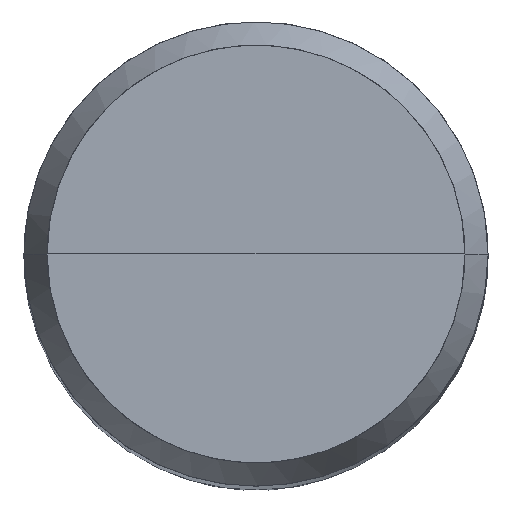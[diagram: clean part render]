
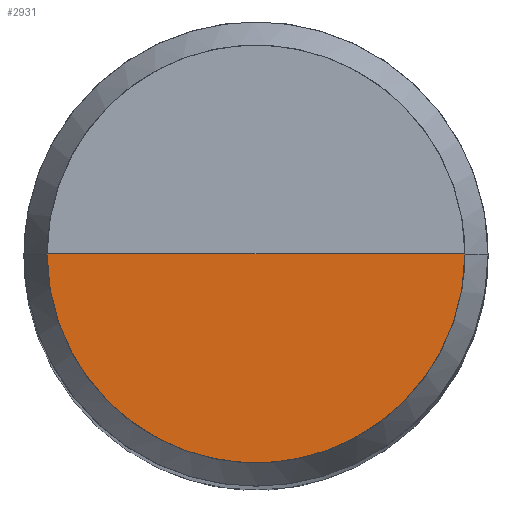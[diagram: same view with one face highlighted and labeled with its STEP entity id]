
A CAD part, top view. The second image highlights one B-rep face of the part: STEP entity #2931.
In plain terms, the highlighted free-form (B-spline) face has degree [1, 2] with [2, 5] control points.
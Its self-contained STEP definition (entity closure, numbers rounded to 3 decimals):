
#2533=CARTESIAN_POINT('',(4.5,0.0,52.0));
#2537=CARTESIAN_POINT('',(-4.5,0.0,52.0));
#2538=CARTESIAN_POINT('',(0.0,0.0,52.0));
#2551=CARTESIAN_POINT('',(-4.5,-4.5,52.0));
#2552=CARTESIAN_POINT('',(0.0,-4.5,52.0));
#2553=CARTESIAN_POINT('',(4.5,-4.5,52.0));
#2916=(
BOUNDED_SURFACE()
B_SPLINE_SURFACE(1,2,(
(#2537,#2551,#2552,#2553,#2533),
(#2538,#2538,#2538,#2538,#2538)
), .UNSPECIFIED.,.F.,.F.,.F.)
B_SPLINE_SURFACE_WITH_KNOTS((2,2),(3,2,3),(
0.0,1.0),(
0.0,0.5,1.0), .UNSPECIFIED.)
GEOMETRIC_REPRESENTATION_ITEM()
RATIONAL_B_SPLINE_SURFACE(((1.0,0.707,1.0,0.707,1.0),
(1.0,0.707,1.0,0.707,1.0)
))
REPRESENTATION_ITEM('')
SURFACE()
);
#2917=(
BOUNDED_CURVE()
B_SPLINE_CURVE(2,(#2533,#2553,#2552,#2551,#2537),.UNSPECIFIED.,.F.,.F.)
B_SPLINE_CURVE_WITH_KNOTS((3,2,3),
(0.0,0.5,1.0),.UNSPECIFIED.)
CURVE()
GEOMETRIC_REPRESENTATION_ITEM()
RATIONAL_B_SPLINE_CURVE((1.0,0.707,1.0,0.707,1.0))
REPRESENTATION_ITEM('')
);
#2918=(
BOUNDED_CURVE()
B_SPLINE_CURVE(1,(#2537,#2538),.UNSPECIFIED.,.F.,.F.)
B_SPLINE_CURVE_WITH_KNOTS((2,2),
(0.0,1.0),.UNSPECIFIED.)
CURVE()
GEOMETRIC_REPRESENTATION_ITEM()
RATIONAL_B_SPLINE_CURVE((1.0,1.0))
REPRESENTATION_ITEM('')
);
#2919=(
BOUNDED_CURVE()
B_SPLINE_CURVE(1,(#2538,#2533),.UNSPECIFIED.,.F.,.F.)
B_SPLINE_CURVE_WITH_KNOTS((2,2),
(0.0,1.0),.UNSPECIFIED.)
CURVE()
GEOMETRIC_REPRESENTATION_ITEM()
RATIONAL_B_SPLINE_CURVE((1.0,1.0))
REPRESENTATION_ITEM('')
);
#2920=VERTEX_POINT('',#2533);
#2921=VERTEX_POINT('',#2537);
#2922=VERTEX_POINT('',#2538);
#2923=EDGE_CURVE('',#2920,#2921,#2917,.T.);
#2924=EDGE_CURVE('',#2921,#2922,#2918,.T.);
#2925=EDGE_CURVE('',#2922,#2920,#2919,.T.);
#2926=ORIENTED_EDGE('',*,*,#2923,.T.);
#2927=ORIENTED_EDGE('',*,*,#2924,.T.);
#2928=ORIENTED_EDGE('',*,*,#2925,.T.);
#2929=EDGE_LOOP('',(#2926,#2927,#2928));
#2930=FACE_OUTER_BOUND('',#2929,.T.);
#2931=ADVANCED_FACE('',(#2930),#2916,.T.);
